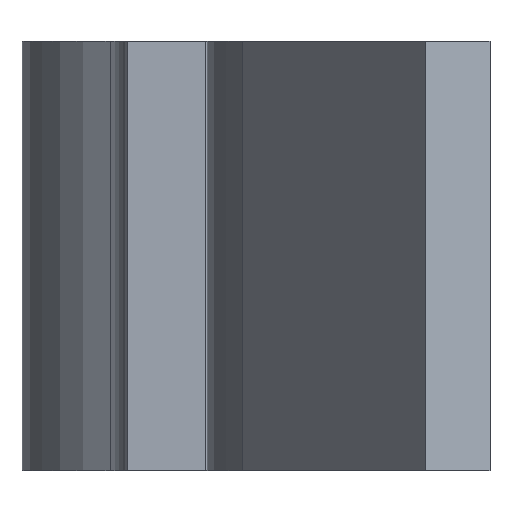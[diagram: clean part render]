
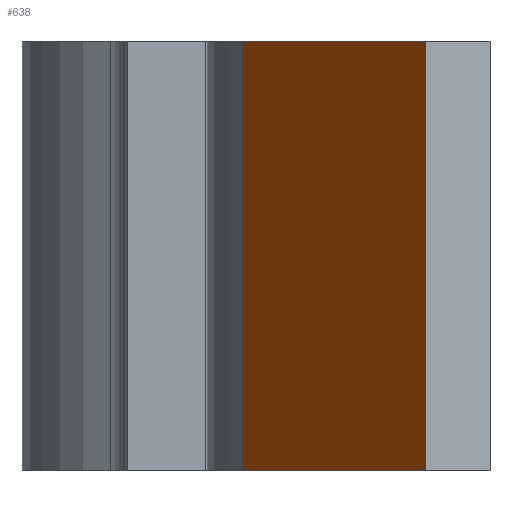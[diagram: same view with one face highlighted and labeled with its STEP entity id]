
A CAD part, front view. The second image highlights one B-rep face of the part: STEP entity #638.
In plain terms, the highlighted planar face has unit normal (-0.819, -0.574, 0).
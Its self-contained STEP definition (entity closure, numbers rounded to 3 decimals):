
#59=DIRECTION('',(-0.574,0.819,0.));
#60=VECTOR('',#59,8.19);
#61=CARTESIAN_POINT('',(5.645,0.483,0.));
#62=LINE('',#61,#60);
#152=DIRECTION('',(-0.574,0.819,0.));
#153=VECTOR('',#152,8.19);
#154=CARTESIAN_POINT('',(5.645,0.483,11.));
#155=LINE('',#154,#153);
#228=DIRECTION('',(0.,0.,1.));
#229=VECTOR('',#228,11.);
#230=CARTESIAN_POINT('',(5.645,0.483,0.));
#231=LINE('',#230,#229);
#240=DIRECTION('',(0.,0.,1.));
#241=VECTOR('',#240,11.);
#242=CARTESIAN_POINT('',(0.947,7.192,0.));
#243=LINE('',#242,#241);
#280=CARTESIAN_POINT('',(0.947,7.192,11.));
#281=VERTEX_POINT('',#280);
#282=CARTESIAN_POINT('',(5.645,0.483,11.));
#283=VERTEX_POINT('',#282);
#292=CARTESIAN_POINT('',(0.947,7.192,0.));
#293=VERTEX_POINT('',#292);
#294=CARTESIAN_POINT('',(5.645,0.483,0.));
#295=VERTEX_POINT('',#294);
#626=CARTESIAN_POINT('',(0.947,7.192,11.));
#627=DIRECTION('',(0.819,0.574,0.));
#628=DIRECTION('',(0.574,-0.819,0.));
#629=AXIS2_PLACEMENT_3D('',#626,#627,#628);
#630=PLANE('',#629);
#631=ORIENTED_EDGE('',*,*,#488,.F.);
#632=ORIENTED_EDGE('',*,*,#618,.F.);
#633=ORIENTED_EDGE('',*,*,#425,.T.);
#635=ORIENTED_EDGE('',*,*,#634,.T.);
#636=EDGE_LOOP('',(#631,#632,#633,#635));
#637=FACE_OUTER_BOUND('',#636,.F.);
#638=ADVANCED_FACE('',(#637),#630,.F.);
#425=EDGE_CURVE('',#295,#293,#62,.T.);
#488=EDGE_CURVE('',#283,#281,#155,.T.);
#618=EDGE_CURVE('',#295,#283,#231,.T.);
#634=EDGE_CURVE('',#293,#281,#243,.T.);
